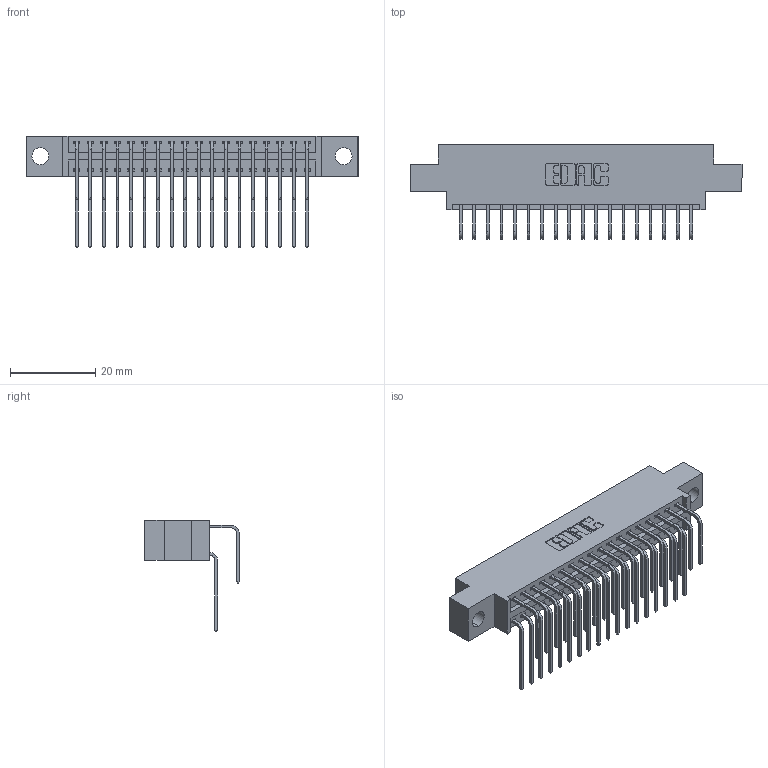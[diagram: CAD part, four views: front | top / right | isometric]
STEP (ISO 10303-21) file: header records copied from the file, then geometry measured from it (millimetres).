
FILE_DESCRIPTION (( 'STEP AP203' ), '1' );
FILE_NAME ('346-036-558-804.STEP', '2022-05-19T22:21:09', ( '' ), ( '' ), 'SwSTEP 2.0', 'SolidWorks 2020', '' );
FILE_SCHEMA (( 'CONFIG_CONTROL_DESIGN' ));
Length unit declared in the file: inch
Products named in the file (4): 345-292-001_558 Tail - 2; 345-292-001_558 559 Tail - 1; 346 Part_0.170 Offset - 0.156 Dia-TH; 346-036-558-804
Assembly tree (37 placements, depth 2):
  346-036-558-804
    346 Part_0.170 Offset - 0.156 Dia-TH
    345-292-001_558 559 Tail - 1  x18
    345-292-001_558 Tail - 2  x18
Bounding box: 77.72 x 22.16 x 26.16 mm (x, y, z)
Volume: 7339.8 mm3; surface area: 10735.6 mm2
Topology: 37 solids, 37 shells, 2084 faces, 6173 edges, 4066 vertices
Faces by surface type: plane 1426, cylinder 658
Entity records: 17313 total; most frequent: CARTESIAN_POINT 2945, ORIENTED_EDGE 2826, DIRECTION 2617, EDGE_CURVE 1413, VECTOR 1169, LINE 1169, VERTEX_POINT 938, AXIS2_PLACEMENT_3D 724
